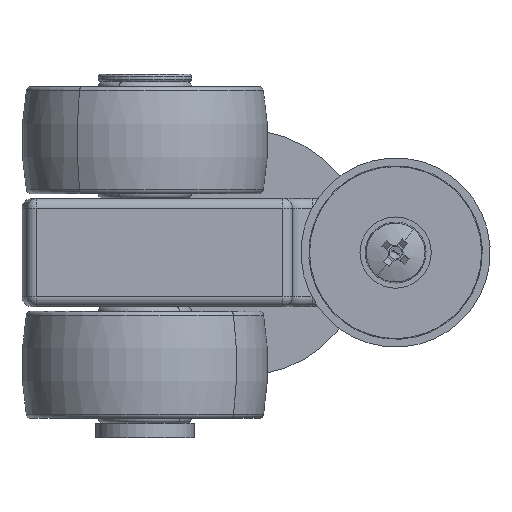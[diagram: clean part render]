
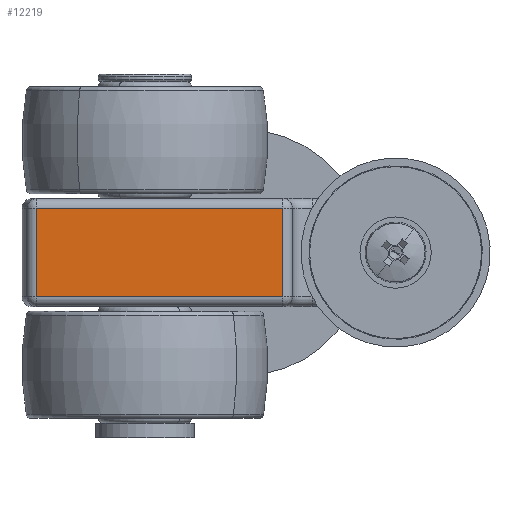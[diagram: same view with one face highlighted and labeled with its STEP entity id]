
A CAD part, front view. The second image highlights one B-rep face of the part: STEP entity #12219.
In plain terms, the highlighted planar face has unit normal (0, -1, 0).
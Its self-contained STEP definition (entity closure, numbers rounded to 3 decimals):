
#522 = LINE ( 'NONE', #17517, #4247 ) ;
#1945 = VERTEX_POINT ( 'NONE', #12443 ) ;
#2106 = DIRECTION ( 'NONE',  ( -1., 0., 0. ) ) ;
#2341 = DIRECTION ( 'NONE',  ( 0., 1., 0. ) ) ;
#3941 = ORIENTED_EDGE ( 'NONE', *, *, #11170, .T. ) ;
#4247 = VECTOR ( 'NONE', #4908, 1000. ) ;
#4908 = DIRECTION ( 'NONE',  ( 1., 0., 0. ) ) ;
#5984 = CARTESIAN_POINT ( 'NONE',  ( -42.077, 0., 11. ) ) ;
#6125 = ORIENTED_EDGE ( 'NONE', *, *, #16354, .T. ) ;
#8124 = CARTESIAN_POINT ( 'NONE',  ( 8., 0., -9. ) ) ;
#8676 = PLANE ( 'NONE',  #12526 ) ;
#8988 = VERTEX_POINT ( 'NONE', #9608 ) ;
#9471 = ORIENTED_EDGE ( 'NONE', *, *, #9881, .F. ) ;
#9608 = CARTESIAN_POINT ( 'NONE',  ( 8., 0., 9. ) ) ;
#9881 = EDGE_CURVE ( 'NONE', #8988, #10540, #18371, .T. ) ;
#10540 = VERTEX_POINT ( 'NONE', #8124 ) ;
#11170 = EDGE_CURVE ( 'NONE', #8988, #14006, #14661, .T. ) ;
#11564 = CARTESIAN_POINT ( 'NONE',  ( -42.077, 0., 9. ) ) ;
#12219 = ADVANCED_FACE ( 'NONE', ( #15615 ), #8676, .F. ) ;
#12443 = CARTESIAN_POINT ( 'NONE',  ( -42.077, 0., -9. ) ) ;
#12526 = AXIS2_PLACEMENT_3D ( 'NONE', #16527, #2341, #19686 ) ;
#14006 = VERTEX_POINT ( 'NONE', #14492 ) ;
#14200 = VECTOR ( 'NONE', #18763, 1000. ) ;
#14492 = CARTESIAN_POINT ( 'NONE',  ( -42.077, 0., 9. ) ) ;
#14534 = LINE ( 'NONE', #5984, #18200 ) ;
#14661 = LINE ( 'NONE', #11564, #18335 ) ;
#15615 = FACE_OUTER_BOUND ( 'NONE', #15999, .T. ) ;
#15999 = EDGE_LOOP ( 'NONE', ( #6125, #16612, #9471, #3941 ) ) ;
#16354 = EDGE_CURVE ( 'NONE', #14006, #1945, #14534, .T. ) ;
#16527 = CARTESIAN_POINT ( 'NONE',  ( -42.077, 0., 11. ) ) ;
#16612 = ORIENTED_EDGE ( 'NONE', *, *, #18953, .T. ) ;
#17517 = CARTESIAN_POINT ( 'NONE',  ( 8., 0., -9. ) ) ;
#18200 = VECTOR ( 'NONE', #18505, 1000. ) ;
#18335 = VECTOR ( 'NONE', #2106, 1000. ) ;
#18371 = LINE ( 'NONE', #20298, #14200 ) ;
#18505 = DIRECTION ( 'NONE',  ( 0., 0., -1. ) ) ;
#18763 = DIRECTION ( 'NONE',  ( 0., 0., -1. ) ) ;
#18953 = EDGE_CURVE ( 'NONE', #1945, #10540, #522, .T. ) ;
#19686 = DIRECTION ( 'NONE',  ( 0., 0., 1. ) ) ;
#20298 = CARTESIAN_POINT ( 'NONE',  ( 8., 0., 11. ) ) ;
